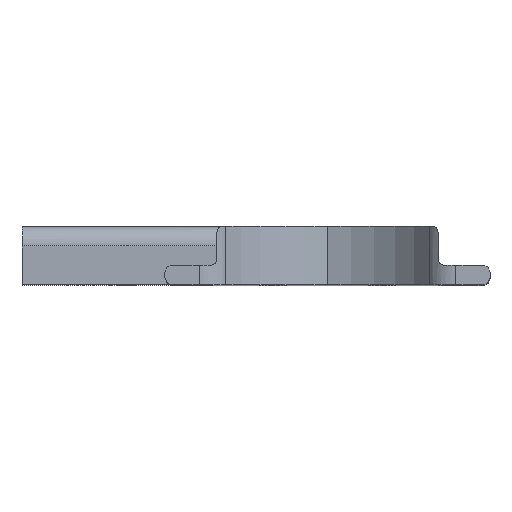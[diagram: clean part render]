
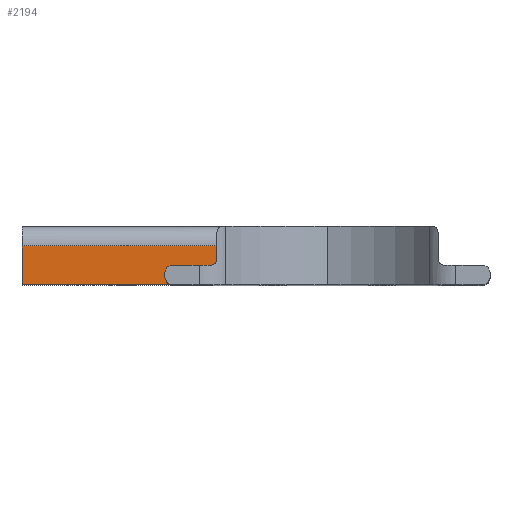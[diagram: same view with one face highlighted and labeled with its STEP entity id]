
A CAD part, top view. The second image highlights one B-rep face of the part: STEP entity #2194.
In plain terms, the highlighted planar face has unit normal (0, 0, 1).
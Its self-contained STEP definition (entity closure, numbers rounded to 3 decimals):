
#53=PLANE('',#2352);
#126=FACE_OUTER_BOUND('',#252,.T.);
#252=EDGE_LOOP('',(#1537,#1538,#1539,#1540,#1541,#1542));
#426=CIRCLE('',#2353,1.);
#543=LINE('',#3457,#737);
#545=LINE('',#3472,#739);
#546=LINE('',#3474,#740);
#547=LINE('',#3476,#741);
#548=LINE('',#3479,#742);
#737=VECTOR('',#2652,10.);
#739=VECTOR('',#2658,10.);
#740=VECTOR('',#2659,10.);
#741=VECTOR('',#2660,10.);
#742=VECTOR('',#2663,10.);
#957=VERTEX_POINT('',#3454);
#958=VERTEX_POINT('',#3456);
#961=VERTEX_POINT('',#3471);
#962=VERTEX_POINT('',#3473);
#963=VERTEX_POINT('',#3475);
#964=VERTEX_POINT('',#3477);
#1184=EDGE_CURVE('',#957,#958,#543,.T.);
#1188=EDGE_CURVE('',#957,#961,#545,.T.);
#1189=EDGE_CURVE('',#962,#961,#546,.T.);
#1190=EDGE_CURVE('',#962,#963,#547,.T.);
#1191=EDGE_CURVE('',#964,#963,#426,.T.);
#1192=EDGE_CURVE('',#964,#958,#548,.T.);
#1537=ORIENTED_EDGE('',*,*,#1184,.F.);
#1538=ORIENTED_EDGE('',*,*,#1188,.T.);
#1539=ORIENTED_EDGE('',*,*,#1189,.F.);
#1540=ORIENTED_EDGE('',*,*,#1190,.T.);
#1541=ORIENTED_EDGE('',*,*,#1191,.F.);
#1542=ORIENTED_EDGE('',*,*,#1192,.T.);
#2194=ADVANCED_FACE('',(#126),#53,.F.);
#2352=AXIS2_PLACEMENT_3D('',#3470,#2656,#2657);
#2353=AXIS2_PLACEMENT_3D('',#3478,#2661,#2662);
#2652=DIRECTION('',(1.,0.,0.));
#2656=DIRECTION('center_axis',(0.,0.,-1.));
#2657=DIRECTION('ref_axis',(0.,-1.,0.));
#2658=DIRECTION('',(0.,-1.,0.));
#2659=DIRECTION('',(-1.,0.,0.));
#2660=DIRECTION('',(0.,1.,0.));
#2661=DIRECTION('center_axis',(0.,0.,-1.));
#2662=DIRECTION('ref_axis',(0.707,-0.707,0.));
#2663=DIRECTION('',(0.,1.,0.));
#3454=CARTESIAN_POINT('',(-47.,6.,-24.));
#3456=CARTESIAN_POINT('',(-17.,6.,-24.));
#3457=CARTESIAN_POINT('',(-4.25,6.,-24.));
#3470=CARTESIAN_POINT('Origin',(-17.,9.,-24.));
#3471=CARTESIAN_POINT('',(-47.,0.,-24.));
#3472=CARTESIAN_POINT('',(-47.,0.,-24.));
#3473=CARTESIAN_POINT('',(-18.,0.,-24.));
#3474=CARTESIAN_POINT('',(-17.,0.,-24.));
#3475=CARTESIAN_POINT('',(-18.,3.,-24.));
#3476=CARTESIAN_POINT('',(-18.,0.75,-24.));
#3477=CARTESIAN_POINT('',(-17.,4.,-24.));
#3478=CARTESIAN_POINT('Origin',(-18.,4.,-24.));
#3479=CARTESIAN_POINT('',(-17.,4.5,-24.));
